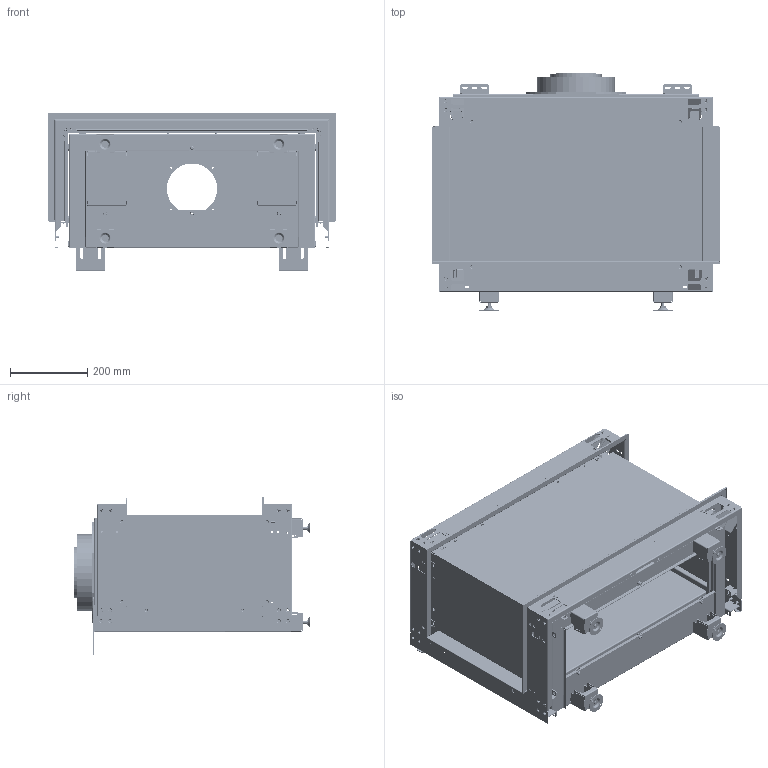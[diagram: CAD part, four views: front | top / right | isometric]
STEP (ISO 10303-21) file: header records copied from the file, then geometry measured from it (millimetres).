
FILE_DESCRIPTION (( 'STEP AP214' ), '1' );
FILE_NAME ('Fire_Assembly_BM-650-Bay-3S.STEP', '2026-01-15T12:07:28', ( '' ), ( '' ), 'SwSTEP 2.0', 'SolidWorks 2025', '' );
FILE_SCHEMA (( 'AUTOMOTIVE_DESIGN' ));
Length unit declared in the file: millimetre
Products named in the file (50): Frame_Front_Folding_Peis_03_Front VL65 Bay; Frame_Rear_Folding_Peis_01_VL65; M8_Adjustable_Metal_Feet_Ø50 M8 x 50 Bolt Down; Firebox_Weldment_Peis_03_650 Bay inc Flue Sample; Delayed_Ignition_Flap_Top_Peis_03; Fire_Assembly_BM-650-Bay-3S; Foot_Folding_Peis_01_50 Long; Window_Trim_Peis_03_Vertical VL65 Bay; Front_Folding_Peis_03; Firebox_Rear_Folding_Peis_03_650 Bay inc Flue Sample; Flue_Gasket_Outer_DuraVent_8_Inch; M5_Hexsert_M5 Hexsert; Window_Trim_Peis_03_Front VL65 Bay; Flue_Outer_Ring_Ø200_Flue Outer Ring Ø200 x 40 Bofill; Fixing_Bracket_Peis_02; Flue_Adapter_Assy_Non-DuraVent_Ø200_Flue Outer Ring Ø200 x 40 Bofill; Window_Trim_Peis_03_Side RH VL65 Bay; Firebox_Inner_Sub-Assy_Peis_03_650 Bay inc Flue Sample; M6_Hexsert_M6 Hexsert; Frame_Support_Bracket_Rear_Peis_01_VL65; M5_PEM_Fixing_M5x10 PEM Fixing; Frame_Support_Bracket_Assy_Corner_P_VLS 65; Delayed_Ignition_Gasket_Top_Peis_03; Firebox_Inner_Folding_Peis_03_650 Bay inc Flue Sample; Firebox_Strengtheining_Rib_Peis_03; M4_Hexsert_M4 Hexsert; Flue_Connection_Kit_Bofill_130-200 85 Offset (Peis Bay) - Adaptor Supressed for STEP; Firebox_Rear_Sub-Assy_Peis_03_650 Bay inc Flue Sample; Flue_Adapter_Assy_Non-DuraVent_Ø130_Flue Inner Ø130 x 140 lg Bofill; Firebox_Duct_Infill_LH_Peis_03_VLS 65 LH; Frame_Support_Assy_Rear_Peis_01_VL65; Flue_Adapter_Non-DuraVent_Ø200; Window_Trim_Peis_03_Side LH VL65 Bay; Firebox_Duct_Infill_RH_Peis_03_VLS 65 RH; Frame_Support_Bracket_1100_5S_VLS 65; Glass_Panel_Peisselskabet_Side Panel Peisselskabet VL Superior 65; Glass_Panel_Peisselskabet_Front Panel Peisselskabet VL Superior 65; Front_Sub-Assy_Peis_03; Fire_Assy_Peis_03_Vision Line Superior 65 Bay inc Flue Sample - Simplified for STEP; Flue_Adapter_Non-DuraVent_Ø130_Bofill ...
Assembly tree (165 placements, depth 5):
  Fire_Assembly_BM-650-Bay-3S
    Fire_Assy_Peis_03_Vision Line Superior 65 Bay inc Flue Sample - Simplified for STEP
      Firebox_Weldment_Peis_03_650 Bay inc Flue Sample
        Front_Sub-Assy_Peis_03
          Front_Folding_Peis_03
          M6_Hexsert_M6 Hexsert  x3
          M5_Hexsert_M5 Hexsert  x24
        Firebox_Inner_Sub-Assy_Peis_03_650 Bay inc Flue Sample
          Firebox_Inner_Folding_Peis_03_650 Bay inc Flue Sample
          Firebox_Strengtheining_Rib_Peis_03_Centre
          Firebox_Strengtheining_Rib_Peis_03  x2
          M5_Hexsert_M5 Hexsert  x36
          M5_PEM_Fixing_M5x10 PEM Fixing  x8
        Firebox_Rear_Sub-Assy_Peis_03_650 Bay inc Flue Sample
          Firebox_Rear_Folding_Peis_03_650 Bay inc Flue Sample
          M6_Hexsert_M6 Hexsert  x7
          M5_Hexsert_M5 Hexsert  x8
        Firebox_Duct_Infill_LH_Peis_03_VLS 65 LH
        Firebox_Duct_Infill_RH_Peis_03_VLS 65 RH
        Foot_Sub-Assy_Peis_01_50 Long  x4
          Foot_Folding_Peis_01_50 Long
          M8_Nutsert
      Fixing_Bracket_Peis_02  x2
      M8_Adjustable_Metal_Feet_Ø50 M8 x 50 Bolt Down  x4
      Flue_Gasket_Outer_DuraVent_8_Inch
      Flue_Gasket_Inner_DuraVent_5Inch
      Flue_Connection_Kit_Bofill_130-200 85 Offset (Peis Bay) - Adaptor Supressed for STEP
        Flue_Adapter_Assy_Non-DuraVent_Ø200_Flue Outer Ring Ø200 x 40 Bofill
          Flue_Adapter_Non-DuraVent_Ø200
          Flue_Outer_Ring_Ø200_Flue Outer Ring Ø200 x 40 Bofill
        Flue_Adapter_Assy_Non-DuraVent_Ø130_Flue Inner Ø130 x 140 lg Bofill
          Flue_Adapter_Non-DuraVent_Ø130_Bofill
          Flue_Inner_Ø130_Non-DuraVent_Adapter_Flue Inner Ø130 x 140 lg Bofill
      Glass_Panel_Peisselskabet_Front Panel Peisselskabet VL Superior 65
      Glass_Panel_Peisselskabet_Side Panel Peisselskabet VL Superior 65  x2
      Delayed_Ignition_Sub-Assy_Top_Peis_03  x2
        Delayed_Ignition_Flap_Top_Peis_03
        Delayed_Ignition_Gasket_Top_Peis_03
      Frame_Support_Bracket_Assy_Corner_P_VLS 65  x2
        Frame_Support_Bracket_Corner_P_VLS 65
        M5_Hexsert_M5 Hexsert
        M4_Hexsert_M4 Hexsert
      Frame_Support_Bracket_Assy_1100_5S_VLS 65  x2
        Frame_Support_Bracket_1100_5S_VLS 65
        M5_Hexsert_M5 Hexsert
      Frame_Support_Assy_Rear_Peis_01_VL65  x4
        Frame_Support_Bracket_Rear_Peis_01_VL65
        M5_Hexsert_M5 Hexsert
    Frame_Side_Folding_RH_Peis_01_Bay_Peis 03 Bay Front  x2
    Frame_Front_Folding_Peis_03_Front VL65 Bay  x2
    Frame_Side_Folding_LH_Peis_01_Bay_Peis 03 Bay Front<As Machined>  x2
    Frame_Rear_Folding_Peis_01_VL65  x2
    Window_Trim_Peis_03_Front VL65 Bay
    Window_Trim_Peis_03_Side RH VL65 Bay
    Window_Trim_Peis_03_Side LH VL65 Bay
    Window_Trim_Peis_03_Vertical VL65 Bay  x2
Bounding box: 745 x 613 x 410.4 mm (x, y, z)
Volume: 6331979.3 mm3; surface area: 5367586.6 mm2
Topology: 178 solids, 178 shells, 12140 faces, 30760 edges, 19350 vertices
Faces by surface type: plane 8343, cylinder 2875, cone 748, bspline 110, torus 64
Entity records: 102777 total; most frequent: CARTESIAN_POINT 20541, ORIENTED_EDGE 16740, DIRECTION 16270, EDGE_CURVE 8370, LINE 6510, VECTOR 6510, VERTEX_POINT 5212, AXIS2_PLACEMENT_3D 4880
